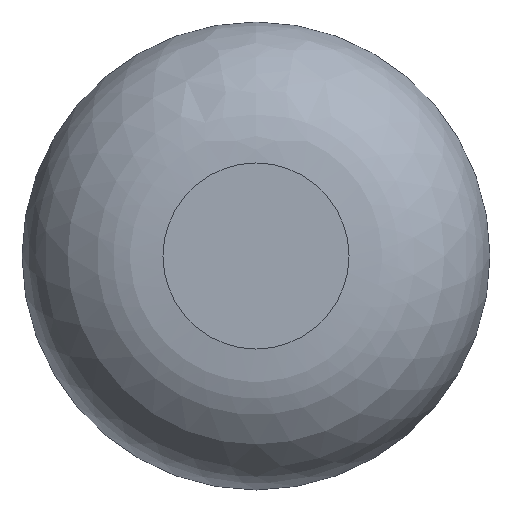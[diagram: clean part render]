
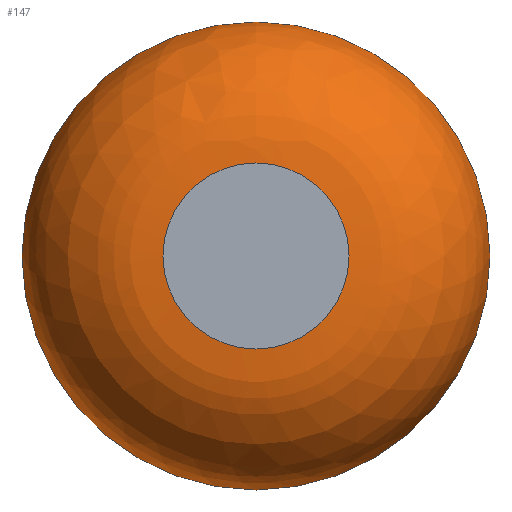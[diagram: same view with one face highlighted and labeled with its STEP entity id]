
A CAD part, left-side view. The second image highlights one B-rep face of the part: STEP entity #147.
In plain terms, the highlighted free-form (B-spline) face has degree [2, 2] with [3, 9] control points.
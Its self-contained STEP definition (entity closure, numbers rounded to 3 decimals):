
#15=(
BOUNDED_CURVE()
B_SPLINE_CURVE(2,(#311,#312,#313),.UNSPECIFIED.,.F.,.F.)
B_SPLINE_CURVE_WITH_KNOTS((3,3),(0.092,1.571),
 .UNSPECIFIED.)
CURVE()
GEOMETRIC_REPRESENTATION_ITEM()
RATIONAL_B_SPLINE_CURVE((1.,0.739,1.))
REPRESENTATION_ITEM('')
);
#17=(
BOUNDED_SURFACE()
B_SPLINE_SURFACE(2,2,((#280,#281,#282,#283,#284,#285,#286,#287,#288),(#289,
#290,#291,#292,#293,#294,#295,#296,#297),(#298,#299,#300,#301,#302,#303,
#304,#305,#306)),.UNSPECIFIED.,.F.,.T.,.F.)
B_SPLINE_SURFACE_WITH_KNOTS((3,3),(3,2,2,2,3),(-1.571,-0.092),
(-3.142,-1.571,0.,1.571,3.142),
 .UNSPECIFIED.)
GEOMETRIC_REPRESENTATION_ITEM()
RATIONAL_B_SPLINE_SURFACE(((1.,0.707,1.,0.707,1.,
0.707,1.,0.707,1.),(0.739,0.522,
0.739,0.522,0.739,0.522,
0.739,0.522,0.739),(1.,0.707,
1.,0.707,1.,0.707,1.,0.707,1.)))
REPRESENTATION_ITEM('')
SURFACE()
);
#38=FACE_OUTER_BOUND('',#52,.T.);
#52=EDGE_LOOP('',(#117,#118,#119,#120,#121,#122));
#65=CIRCLE('',#172,8.605);
#66=CIRCLE('',#173,8.605);
#67=CIRCLE('',#174,21.65);
#68=CIRCLE('',#175,21.65);
#78=VERTEX_POINT('',#276);
#79=VERTEX_POINT('',#277);
#80=VERTEX_POINT('',#307);
#81=VERTEX_POINT('',#308);
#92=EDGE_CURVE('',#78,#79,#65,.T.);
#93=EDGE_CURVE('',#79,#78,#66,.T.);
#94=EDGE_CURVE('',#80,#81,#67,.T.);
#95=EDGE_CURVE('',#81,#80,#68,.T.);
#96=EDGE_CURVE('',#81,#79,#15,.T.);
#117=ORIENTED_EDGE('',*,*,#94,.F.);
#118=ORIENTED_EDGE('',*,*,#95,.F.);
#119=ORIENTED_EDGE('',*,*,#96,.T.);
#120=ORIENTED_EDGE('',*,*,#93,.T.);
#121=ORIENTED_EDGE('',*,*,#92,.T.);
#122=ORIENTED_EDGE('',*,*,#96,.F.);
#147=ADVANCED_FACE('',(#38),#17,.F.);
#172=AXIS2_PLACEMENT_3D('',#278,#209,#210);
#173=AXIS2_PLACEMENT_3D('',#279,#211,#212);
#174=AXIS2_PLACEMENT_3D('',#309,#213,#214);
#175=AXIS2_PLACEMENT_3D('',#310,#215,#216);
#209=DIRECTION('center_axis',(1.,0.,0.));
#210=DIRECTION('ref_axis',(0.,0.,-1.));
#211=DIRECTION('center_axis',(1.,0.,0.));
#212=DIRECTION('ref_axis',(0.,0.,-1.));
#213=DIRECTION('center_axis',(1.,0.,0.));
#214=DIRECTION('ref_axis',(0.,0.,-1.));
#215=DIRECTION('center_axis',(1.,0.,0.));
#216=DIRECTION('ref_axis',(0.,0.,-1.));
#276=CARTESIAN_POINT('',(-32.1,8.605,0.));
#277=CARTESIAN_POINT('',(-32.1,0.,8.605));
#278=CARTESIAN_POINT('Origin',(-32.1,0.,0.));
#279=CARTESIAN_POINT('Origin',(-32.1,0.,0.));
#280=CARTESIAN_POINT('Ctrl Pts',(-32.1,0.,8.605));
#281=CARTESIAN_POINT('Ctrl Pts',(-32.1,-8.605,8.605));
#282=CARTESIAN_POINT('Ctrl Pts',(-32.1,-8.605,0.));
#283=CARTESIAN_POINT('Ctrl Pts',(-32.1,-8.605,-8.605));
#284=CARTESIAN_POINT('Ctrl Pts',(-32.1,0.,-8.605));
#285=CARTESIAN_POINT('Ctrl Pts',(-32.1,8.605,-8.605));
#286=CARTESIAN_POINT('Ctrl Pts',(-32.1,8.605,0.));
#287=CARTESIAN_POINT('Ctrl Pts',(-32.1,8.605,8.605));
#288=CARTESIAN_POINT('Ctrl Pts',(-32.1,0.,8.605));
#289=CARTESIAN_POINT('Ctrl Pts',(-32.1,0.,20.555));
#290=CARTESIAN_POINT('Ctrl Pts',(-32.1,-20.555,20.555));
#291=CARTESIAN_POINT('Ctrl Pts',(-32.1,-20.555,0.));
#292=CARTESIAN_POINT('Ctrl Pts',(-32.1,-20.555,-20.555));
#293=CARTESIAN_POINT('Ctrl Pts',(-32.1,0.,-20.555));
#294=CARTESIAN_POINT('Ctrl Pts',(-32.1,20.555,-20.555));
#295=CARTESIAN_POINT('Ctrl Pts',(-32.1,20.555,0.));
#296=CARTESIAN_POINT('Ctrl Pts',(-32.1,20.555,20.555));
#297=CARTESIAN_POINT('Ctrl Pts',(-32.1,0.,20.555));
#298=CARTESIAN_POINT('Ctrl Pts',(-20.2,0.,21.65));
#299=CARTESIAN_POINT('Ctrl Pts',(-20.2,-21.65,21.65));
#300=CARTESIAN_POINT('Ctrl Pts',(-20.2,-21.65,0.));
#301=CARTESIAN_POINT('Ctrl Pts',(-20.2,-21.65,-21.65));
#302=CARTESIAN_POINT('Ctrl Pts',(-20.2,0.,-21.65));
#303=CARTESIAN_POINT('Ctrl Pts',(-20.2,21.65,-21.65));
#304=CARTESIAN_POINT('Ctrl Pts',(-20.2,21.65,0.));
#305=CARTESIAN_POINT('Ctrl Pts',(-20.2,21.65,21.65));
#306=CARTESIAN_POINT('Ctrl Pts',(-20.2,0.,21.65));
#307=CARTESIAN_POINT('',(-20.2,21.65,0.));
#308=CARTESIAN_POINT('',(-20.2,0.,21.65));
#309=CARTESIAN_POINT('Origin',(-20.2,0.,0.));
#310=CARTESIAN_POINT('Origin',(-20.2,0.,0.));
#311=CARTESIAN_POINT('Ctrl Pts',(-20.2,0.,21.65));
#312=CARTESIAN_POINT('Ctrl Pts',(-32.1,0.,20.555));
#313=CARTESIAN_POINT('Ctrl Pts',(-32.1,0.,8.605));
